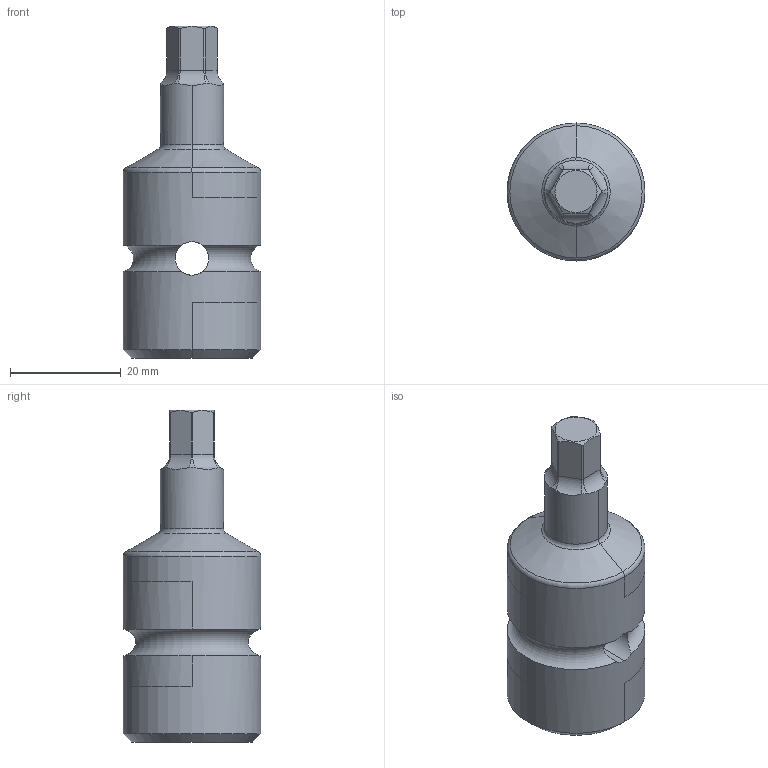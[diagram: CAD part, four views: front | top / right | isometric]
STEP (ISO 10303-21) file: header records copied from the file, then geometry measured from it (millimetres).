
FILE_DESCRIPTION((''),'2;1');
FILE_NAME('4027138908','2023-08-22T11:20:08',('A00565553'),(''),'CREO PARAMETRIC BY PTC INC, 2022414','CREO PARAMETRIC BY PTC INC, 2022414','');
FILE_SCHEMA(('CONFIG_CONTROL_DESIGN','GEOMETRIC_VALIDATION_PROPERTIES_MIM'));
Length unit declared in the file: millimetre
Products named in the file (1): 4027138908
Bounding box: 24.9 x 24.9 x 60 mm (x, y, z)
Volume: 13236.1 mm3; surface area: 5732.3 mm2
Topology: 1 solids, 1 shells, 63 faces, 168 edges, 106 vertices
Faces by surface type: cylinder 28, plane 13, torus 12, cone 10
Entity records: 2371 total; most frequent: CARTESIAN_POINT 714, ORIENTED_EDGE 336, DIRECTION 314, EDGE_CURVE 168, AXIS2_PLACEMENT_3D 129, VERTEX_POINT 106, EDGE_LOOP 66, CIRCLE 66
